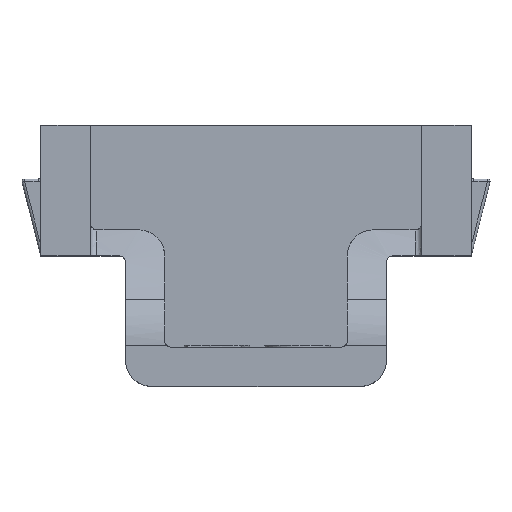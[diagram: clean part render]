
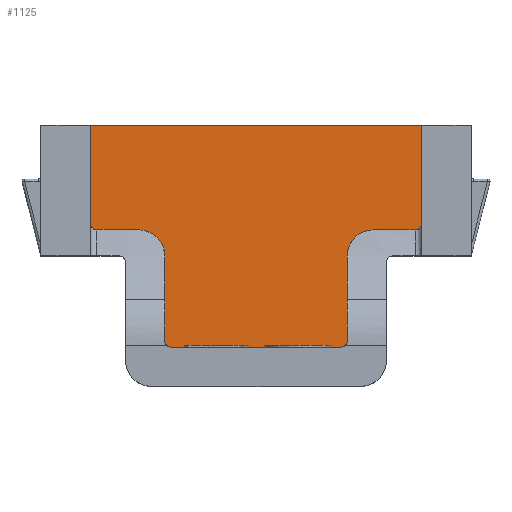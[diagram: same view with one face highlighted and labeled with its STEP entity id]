
A CAD part, top view. The second image highlights one B-rep face of the part: STEP entity #1125.
In plain terms, the highlighted planar face has unit normal (0, 0, 1).
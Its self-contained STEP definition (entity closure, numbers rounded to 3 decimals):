
#405 = CIRCLE ( 'NONE', #3376, 2. ) ;
#462 = DIRECTION ( 'NONE',  ( 0., 1., 0. ) ) ;
#485 = VERTEX_POINT ( 'NONE', #4964 ) ;
#510 = PLANE ( 'NONE',  #1656 ) ;
#714 = ORIENTED_EDGE ( 'NONE', *, *, #7543, .T. ) ;
#790 = AXIS2_PLACEMENT_3D ( 'NONE', #1311, #5595, #1924 ) ;
#858 = VERTEX_POINT ( 'NONE', #2281 ) ;
#913 = VERTEX_POINT ( 'NONE', #3558 ) ;
#1034 = VECTOR ( 'NONE', #2962, 1000. ) ;
#1093 = CIRCLE ( 'NONE', #3553, 0.5 ) ;
#1125 = ADVANCED_FACE ( 'NONE', ( #3563 ), #510, .T. ) ;
#1176 = VECTOR ( 'NONE', #2843, 1000. ) ;
#1216 = EDGE_CURVE ( 'NONE', #2727, #6323, #7549, .T. ) ;
#1311 = CARTESIAN_POINT ( 'NONE',  ( 9., -10., 7.25 ) ) ;
#1380 = DIRECTION ( 'NONE',  ( 0., 0., -1. ) ) ;
#1381 = VECTOR ( 'NONE', #6756, 1000. ) ;
#1399 = VERTEX_POINT ( 'NONE', #3197 ) ;
#1445 = CARTESIAN_POINT ( 'NONE',  ( -7., -16.5, 7.25 ) ) ;
#1570 = CARTESIAN_POINT ( 'NONE',  ( -6.5, -17., 7.25 ) ) ;
#1656 = AXIS2_PLACEMENT_3D ( 'NONE', #1735, #2943, #7289 ) ;
#1686 = ORIENTED_EDGE ( 'NONE', *, *, #2559, .T. ) ;
#1735 = CARTESIAN_POINT ( 'NONE',  ( 12.2, -7.5, 7.25 ) ) ;
#1738 = LINE ( 'NONE', #7184, #1176 ) ;
#1815 = EDGE_CURVE ( 'NONE', #7205, #2231, #405, .T. ) ;
#1854 = ORIENTED_EDGE ( 'NONE', *, *, #5716, .T. ) ;
#1886 = VERTEX_POINT ( 'NONE', #2036 ) ;
#1924 = DIRECTION ( 'NONE',  ( 1., 0., 0. ) ) ;
#1940 = VERTEX_POINT ( 'NONE', #5134 ) ;
#2001 = CARTESIAN_POINT ( 'NONE',  ( 12.2, -7.5, 7.25 ) ) ;
#2036 = CARTESIAN_POINT ( 'NONE',  ( 12.2, -8., 7.25 ) ) ;
#2185 = CARTESIAN_POINT ( 'NONE',  ( -12.2, -7.5, 7.25 ) ) ;
#2231 = VERTEX_POINT ( 'NONE', #6128 ) ;
#2251 = ORIENTED_EDGE ( 'NONE', *, *, #2407, .T. ) ;
#2281 = CARTESIAN_POINT ( 'NONE',  ( -12.2, -8., 7.25 ) ) ;
#2298 = VECTOR ( 'NONE', #5184, 1000. ) ;
#2389 = CARTESIAN_POINT ( 'NONE',  ( 6.5, -16.5, 7.25 ) ) ;
#2407 = EDGE_CURVE ( 'NONE', #6987, #7471, #7247, .T. ) ;
#2512 = VERTEX_POINT ( 'NONE', #6530 ) ;
#2551 = ORIENTED_EDGE ( 'NONE', *, *, #6377, .T. ) ;
#2559 = EDGE_CURVE ( 'NONE', #2512, #1886, #1738, .T. ) ;
#2598 = DIRECTION ( 'NONE',  ( 1., 0., 0. ) ) ;
#2633 = LINE ( 'NONE', #3560, #1034 ) ;
#2700 = CARTESIAN_POINT ( 'NONE',  ( 12.7, 0., 7.25 ) ) ;
#2727 = VERTEX_POINT ( 'NONE', #3647 ) ;
#2787 = DIRECTION ( 'NONE',  ( 1., 0., 0. ) ) ;
#2843 = DIRECTION ( 'NONE',  ( 1., 0., 0. ) ) ;
#2849 = CARTESIAN_POINT ( 'NONE',  ( 12.7, 0., 7.25 ) ) ;
#2943 = DIRECTION ( 'NONE',  ( 0., 0., 1. ) ) ;
#2962 = DIRECTION ( 'NONE',  ( 1., 0., 0. ) ) ;
#2994 = DIRECTION ( 'NONE',  ( 1., 0., 0. ) ) ;
#3053 = LINE ( 'NONE', #3286, #7826 ) ;
#3126 = VECTOR ( 'NONE', #7047, 1000. ) ;
#3197 = CARTESIAN_POINT ( 'NONE',  ( 7., -10., 7.25 ) ) ;
#3286 = CARTESIAN_POINT ( 'NONE',  ( -7., -10., 7.25 ) ) ;
#3343 = AXIS2_PLACEMENT_3D ( 'NONE', #3414, #7772, #4025 ) ;
#3376 = AXIS2_PLACEMENT_3D ( 'NONE', #5025, #1380, #5672 ) ;
#3414 = CARTESIAN_POINT ( 'NONE',  ( -6.5, -16.5, 7.25 ) ) ;
#3494 = ORIENTED_EDGE ( 'NONE', *, *, #6152, .T. ) ;
#3553 = AXIS2_PLACEMENT_3D ( 'NONE', #2001, #6306, #2598 ) ;
#3558 = CARTESIAN_POINT ( 'NONE',  ( 6.5, -17., 7.25 ) ) ;
#3560 = CARTESIAN_POINT ( 'NONE',  ( -12.2, -8., 7.25 ) ) ;
#3563 = FACE_OUTER_BOUND ( 'NONE', #6593, .T. ) ;
#3647 = CARTESIAN_POINT ( 'NONE',  ( 12.7, -7.5, 7.25 ) ) ;
#3681 = VERTEX_POINT ( 'NONE', #1445 ) ;
#3794 = ORIENTED_EDGE ( 'NONE', *, *, #7743, .T. ) ;
#3825 = EDGE_CURVE ( 'NONE', #7471, #858, #5976, .T. ) ;
#3904 = DIRECTION ( 'NONE',  ( 0., -1., 0. ) ) ;
#3968 = VECTOR ( 'NONE', #462, 1000. ) ;
#4013 = DIRECTION ( 'NONE',  ( 1., 0., 0. ) ) ;
#4025 = DIRECTION ( 'NONE',  ( 1., 0., 0. ) ) ;
#4166 = LINE ( 'NONE', #4698, #3968 ) ;
#4224 = EDGE_CURVE ( 'NONE', #2231, #3681, #3053, .T. ) ;
#4228 = VECTOR ( 'NONE', #4013, 1000. ) ;
#4372 = AXIS2_PLACEMENT_3D ( 'NONE', #2185, #6496, #2787 ) ;
#4383 = CIRCLE ( 'NONE', #3343, 0.5 ) ;
#4392 = CIRCLE ( 'NONE', #7419, 0.5 ) ;
#4478 = EDGE_CURVE ( 'NONE', #913, #1940, #4392, .T. ) ;
#4680 = ORIENTED_EDGE ( 'NONE', *, *, #3825, .T. ) ;
#4698 = CARTESIAN_POINT ( 'NONE',  ( 7., -16.5, 7.25 ) ) ;
#4764 = ORIENTED_EDGE ( 'NONE', *, *, #4478, .T. ) ;
#4923 = ORIENTED_EDGE ( 'NONE', *, *, #5381, .T. ) ;
#4949 = ORIENTED_EDGE ( 'NONE', *, *, #4224, .T. ) ;
#4955 = EDGE_CURVE ( 'NONE', #3681, #485, #4383, .T. ) ;
#4964 = CARTESIAN_POINT ( 'NONE',  ( -6.5, -17., 7.25 ) ) ;
#5025 = CARTESIAN_POINT ( 'NONE',  ( -9., -10., 7.25 ) ) ;
#5134 = CARTESIAN_POINT ( 'NONE',  ( 7., -16.5, 7.25 ) ) ;
#5184 = DIRECTION ( 'NONE',  ( 0., -1., 0. ) ) ;
#5381 = EDGE_CURVE ( 'NONE', #6323, #6987, #7910, .T. ) ;
#5595 = DIRECTION ( 'NONE',  ( 0., 0., -1. ) ) ;
#5621 = ORIENTED_EDGE ( 'NONE', *, *, #4955, .T. ) ;
#5672 = DIRECTION ( 'NONE',  ( 1., 0., 0. ) ) ;
#5716 = EDGE_CURVE ( 'NONE', #1399, #2512, #5748, .T. ) ;
#5748 = CIRCLE ( 'NONE', #790, 2. ) ;
#5976 = CIRCLE ( 'NONE', #4372, 0.5 ) ;
#6112 = CARTESIAN_POINT ( 'NONE',  ( -12.7, -7.5, 7.25 ) ) ;
#6128 = CARTESIAN_POINT ( 'NONE',  ( -7., -10., 7.25 ) ) ;
#6152 = EDGE_CURVE ( 'NONE', #858, #7205, #2633, .T. ) ;
#6306 = DIRECTION ( 'NONE',  ( 0., 0., 1. ) ) ;
#6323 = VERTEX_POINT ( 'NONE', #2849 ) ;
#6377 = EDGE_CURVE ( 'NONE', #1940, #1399, #4166, .T. ) ;
#6421 = CARTESIAN_POINT ( 'NONE',  ( -12.7, 0., 7.25 ) ) ;
#6496 = DIRECTION ( 'NONE',  ( 0., 0., 1. ) ) ;
#6530 = CARTESIAN_POINT ( 'NONE',  ( 9., -8., 7.25 ) ) ;
#6593 = EDGE_LOOP ( 'NONE', ( #714, #7668, #4923, #2251, #4680, #3494, #7688, #4949, #5621, #3794, #4764, #2551, #1854, #1686 ) ) ;
#6720 = DIRECTION ( 'NONE',  ( 0., 0., 1. ) ) ;
#6756 = DIRECTION ( 'NONE',  ( 0., 1., 0. ) ) ;
#6783 = CARTESIAN_POINT ( 'NONE',  ( -12.7, 0., 7.25 ) ) ;
#6987 = VERTEX_POINT ( 'NONE', #6783 ) ;
#7047 = DIRECTION ( 'NONE',  ( -1., 0., 0. ) ) ;
#7184 = CARTESIAN_POINT ( 'NONE',  ( 9., -8., 7.25 ) ) ;
#7205 = VERTEX_POINT ( 'NONE', #7696 ) ;
#7247 = LINE ( 'NONE', #6421, #2298 ) ;
#7289 = DIRECTION ( 'NONE',  ( 1., 0., 0. ) ) ;
#7375 = CARTESIAN_POINT ( 'NONE',  ( 12.7, -7.5, 7.25 ) ) ;
#7419 = AXIS2_PLACEMENT_3D ( 'NONE', #2389, #6720, #2994 ) ;
#7471 = VERTEX_POINT ( 'NONE', #6112 ) ;
#7543 = EDGE_CURVE ( 'NONE', #1886, #2727, #1093, .T. ) ;
#7545 = LINE ( 'NONE', #1570, #4228 ) ;
#7549 = LINE ( 'NONE', #7375, #1381 ) ;
#7668 = ORIENTED_EDGE ( 'NONE', *, *, #1216, .T. ) ;
#7688 = ORIENTED_EDGE ( 'NONE', *, *, #1815, .T. ) ;
#7696 = CARTESIAN_POINT ( 'NONE',  ( -9., -8., 7.25 ) ) ;
#7743 = EDGE_CURVE ( 'NONE', #485, #913, #7545, .T. ) ;
#7772 = DIRECTION ( 'NONE',  ( 0., 0., 1. ) ) ;
#7826 = VECTOR ( 'NONE', #3904, 1000. ) ;
#7910 = LINE ( 'NONE', #2700, #3126 ) ;
